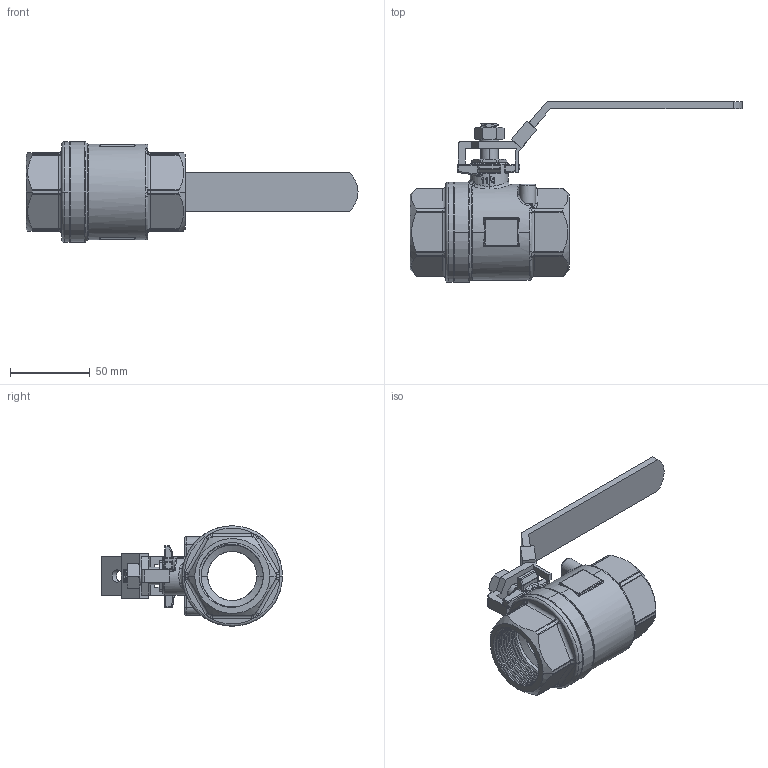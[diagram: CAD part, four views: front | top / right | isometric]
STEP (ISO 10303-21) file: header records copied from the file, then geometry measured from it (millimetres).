
FILE_DESCRIPTION((''),'2;1');
FILE_NAME('2006HL-032_ASM','2014-12-26T',('Administrator'),(''),'PRO/ENGINEER BY PARAMETRIC TECHNOLOGY CORPORATION, 2011080','PRO/ENGINEER BY PARAMETRIC TECHNOLOGY CORPORATION, 2011080','');
FILE_SCHEMA(('CONFIG_CONTROL_DESIGN'));
Products named in the file (8): 2006HL032-M01-01; 2006HL032-M02-01; 2006HL-STEM-032; 2006HL-STEMNUT-032; 2006HL-HANDLE-032; DIANPIAN032; LUOMU032; 2006HL-032_ASM
Assembly tree (7 placements, depth 2):
  2006HL-032_ASM
    2006HL032-M01-01
    2006HL032-M02-01
    2006HL-STEM-032
    2006HL-STEMNUT-032
    2006HL-HANDLE-032
    DIANPIAN032
    LUOMU032
Bounding box: 208.3 x 113.5 x 63 mm (x, y, z)
Volume: 146244.9 mm3; surface area: 67053.9 mm2
Topology: 7 solids, 7 shells, 800 faces, 1953 edges, 1177 vertices
Faces by surface type: cylinder 269, bspline 223, plane 173, cone 51, torus 48, sphere 36
Entity records: 46917 total; most frequent: CARTESIAN_POINT 29967, ORIENTED_EDGE 3894, DIRECTION 2913, EDGE_CURVE 1947, VERTEX_POINT 1177, AXIS2_PLACEMENT_3D 1136, EDGE_LOOP 830, FACE_OUTER_BOUND 800
